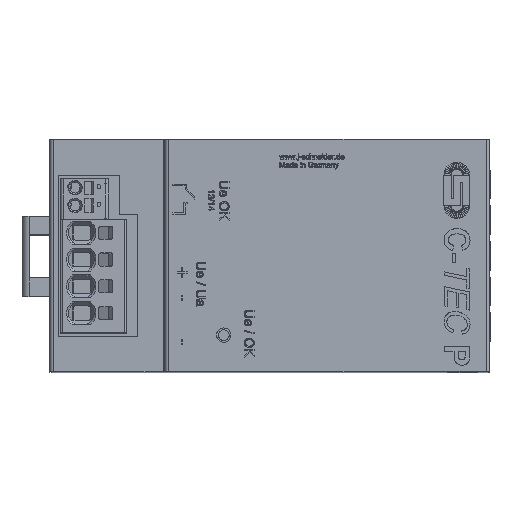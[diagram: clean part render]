
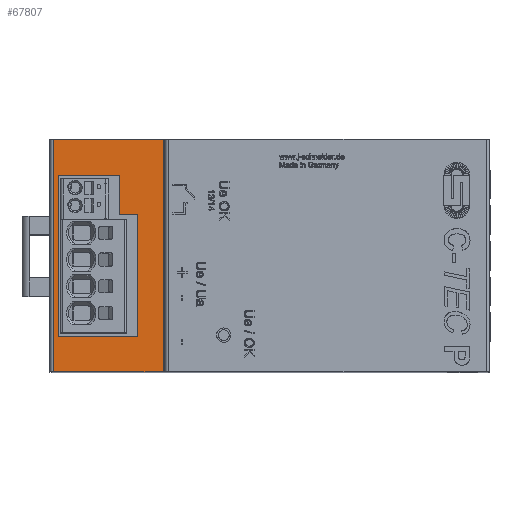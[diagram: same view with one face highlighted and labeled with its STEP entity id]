
A CAD part, top view. The second image highlights one B-rep face of the part: STEP entity #67807.
In plain terms, the highlighted planar face has unit normal (0, 0, 1).
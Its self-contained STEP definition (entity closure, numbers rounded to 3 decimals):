
#5135=FACE_BOUND('',#13884,.T.);
#6824=PLANE('',#72356);
#9816=FACE_OUTER_BOUND('',#13883,.T.);
#13883=EDGE_LOOP('',(#57509,#57510,#57511,#57512));
#13884=EDGE_LOOP('',(#57513,#57514,#57515,#57516,#57517,#57518));
#19892=LINE('',#105497,#26946);
#19896=LINE('',#105505,#26950);
#19899=LINE('',#105511,#26953);
#19902=LINE('',#105517,#26956);
#19905=LINE('',#105523,#26959);
#19908=LINE('',#105528,#26962);
#19969=LINE('',#105712,#27023);
#19973=LINE('',#105727,#27027);
#19977=LINE('',#105737,#27031);
#19983=LINE('',#105752,#27037);
#26946=VECTOR('',#84084,5.216);
#26950=VECTOR('',#84090,34.);
#26953=VECTOR('',#84095,22.3);
#26956=VECTOR('',#84100,45.);
#26959=VECTOR('',#84105,11.);
#26962=VECTOR('',#84110,17.084);
#27023=VECTOR('',#84319,65.);
#27027=VECTOR('',#84337,65.);
#27031=VECTOR('',#84347,30.7);
#27037=VECTOR('',#84365,30.7);
#34290=VERTEX_POINT('',#105495);
#34291=VERTEX_POINT('',#105496);
#34294=VERTEX_POINT('',#105504);
#34296=VERTEX_POINT('',#105510);
#34298=VERTEX_POINT('',#105516);
#34300=VERTEX_POINT('',#105522);
#34349=VERTEX_POINT('',#105709);
#34350=VERTEX_POINT('',#105711);
#34353=VERTEX_POINT('',#105725);
#34354=VERTEX_POINT('',#105726);
#42328=EDGE_CURVE('',#34290,#34291,#19892,.T.);
#42332=EDGE_CURVE('',#34291,#34294,#19896,.T.);
#42335=EDGE_CURVE('',#34294,#34296,#19899,.T.);
#42338=EDGE_CURVE('',#34296,#34298,#19902,.T.);
#42341=EDGE_CURVE('',#34300,#34290,#19905,.T.);
#42344=EDGE_CURVE('',#34298,#34300,#19908,.T.);
#42434=EDGE_CURVE('',#34349,#34350,#19969,.T.);
#42441=EDGE_CURVE('',#34353,#34354,#19973,.T.);
#42447=EDGE_CURVE('',#34350,#34354,#19977,.T.);
#42455=EDGE_CURVE('',#34353,#34349,#19983,.T.);
#57509=ORIENTED_EDGE('',*,*,#42441,.T.);
#57510=ORIENTED_EDGE('',*,*,#42447,.F.);
#57511=ORIENTED_EDGE('',*,*,#42434,.F.);
#57512=ORIENTED_EDGE('',*,*,#42455,.F.);
#57513=ORIENTED_EDGE('',*,*,#42338,.T.);
#57514=ORIENTED_EDGE('',*,*,#42344,.T.);
#57515=ORIENTED_EDGE('',*,*,#42341,.T.);
#57516=ORIENTED_EDGE('',*,*,#42328,.T.);
#57517=ORIENTED_EDGE('',*,*,#42332,.T.);
#57518=ORIENTED_EDGE('',*,*,#42335,.T.);
#67807=ADVANCED_FACE('',(#9816,#5135),#6824,.T.);
#72356=AXIS2_PLACEMENT_3D('',#105753,#84366,#84367);
#84084=DIRECTION('',(1.,0.,0.));
#84090=DIRECTION('',(0.,-1.,0.));
#84095=DIRECTION('',(-1.,0.,0.));
#84100=DIRECTION('',(0.,1.,0.));
#84105=DIRECTION('',(0.,-1.,0.));
#84110=DIRECTION('',(1.,0.,0.));
#84319=DIRECTION('',(0.,1.,0.));
#84337=DIRECTION('',(0.,1.,0.));
#84347=DIRECTION('',(1.,0.,0.));
#84365=DIRECTION('',(-1.,0.,0.));
#84366=DIRECTION('center_axis',(0.,0.,
1.));
#84367=DIRECTION('ref_axis',(-1.,0.,0.));
#105495=CARTESIAN_POINT('',(-42.165,11.5,116.6));
#105496=CARTESIAN_POINT('',(-36.949,11.5,116.6));
#105497=CARTESIAN_POINT('',(-40.817,11.5,116.6));
#105504=CARTESIAN_POINT('',(-36.949,-22.5,116.6));
#105505=CARTESIAN_POINT('',(-36.949,-11.25,116.6));
#105510=CARTESIAN_POINT('',(-59.249,-22.5,116.6));
#105511=CARTESIAN_POINT('',(-51.217,-22.5,116.6));
#105516=CARTESIAN_POINT('',(-59.249,22.5,116.6));
#105517=CARTESIAN_POINT('',(-59.249,11.25,116.6));
#105522=CARTESIAN_POINT('',(-42.165,22.5,116.6));
#105523=CARTESIAN_POINT('',(-42.165,5.75,116.6));
#105528=CARTESIAN_POINT('',(-43.425,22.5,116.6));
#105709=CARTESIAN_POINT('',(-60.6,-32.5,116.6));
#105711=CARTESIAN_POINT('',(-60.6,32.5,116.6));
#105712=CARTESIAN_POINT('',(-60.6,-32.5,116.6));
#105725=CARTESIAN_POINT('',(-29.9,-32.5,116.6));
#105726=CARTESIAN_POINT('',(-29.9,32.5,116.6));
#105727=CARTESIAN_POINT('',(-29.9,0.,116.6));
#105737=CARTESIAN_POINT('',(-27.638,32.5,116.6));
#105752=CARTESIAN_POINT('',(-29.9,-32.5,116.6));
#105753=CARTESIAN_POINT('Origin',(-44.685,0.,
116.6));
